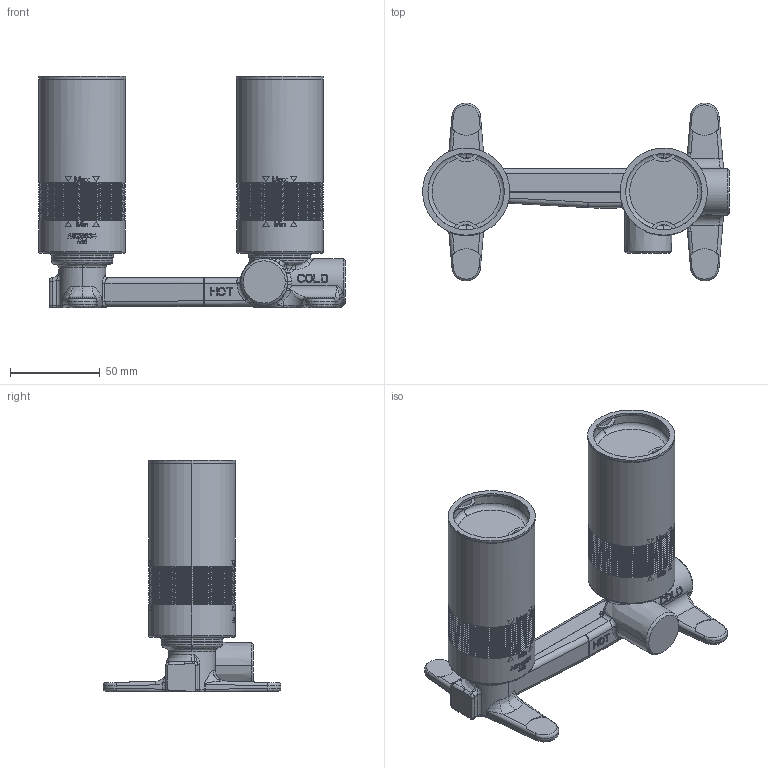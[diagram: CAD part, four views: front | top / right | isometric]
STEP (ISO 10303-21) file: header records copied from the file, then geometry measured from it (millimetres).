
FILE_DESCRIPTION((''),'2;1');
FILE_NAME('A1313NU_3DPL','2025-05-15T07:29:55',('MertesA'),(''),'CREO PARAMETRIC BY PTC INC, 2024253','CREO PARAMETRIC BY PTC INC, 2024253','');
FILE_SCHEMA(('AP242_MANAGED_MODEL_BASED_3D_ENGINEERING_MIM_LF { 1 0 10303 442 1 1 4 }'));
Products named in the file (1): A1313NU_3DPL
Bounding box: 170.75 x 98.98 x 128.7 mm (x, y, z)
Volume: 440639.1 mm3; surface area: 64042.4 mm2
Topology: 1 solids, 1 shells, 2180 faces, 5782 edges, 3694 vertices
Faces by surface type: extrusion 666, bspline 616, plane 417, cylinder 189, torus 154, cone 134, sphere 4
Entity records: 109662 total; most frequent: CARTESIAN_POINT 45962, ORIENTED_EDGE 11560, DIRECTION 5885, EDGE_CURVE 5780, B_SPLINE_CURVE_WITH_KNOTS 4053, VERTEX_POINT 3694, PRESENTATION_STYLE_ASSIGNMENT 2848, STYLED_ITEM 2848
